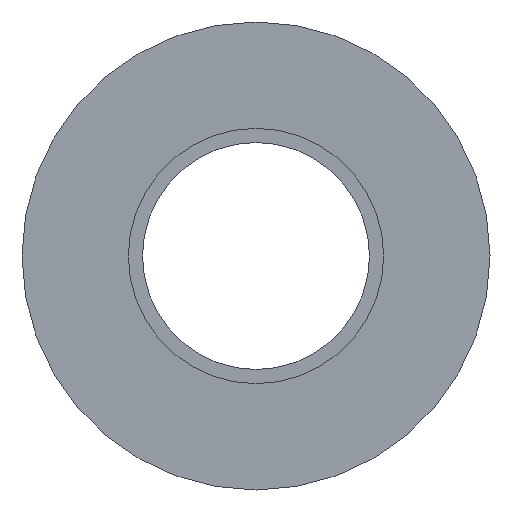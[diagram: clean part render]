
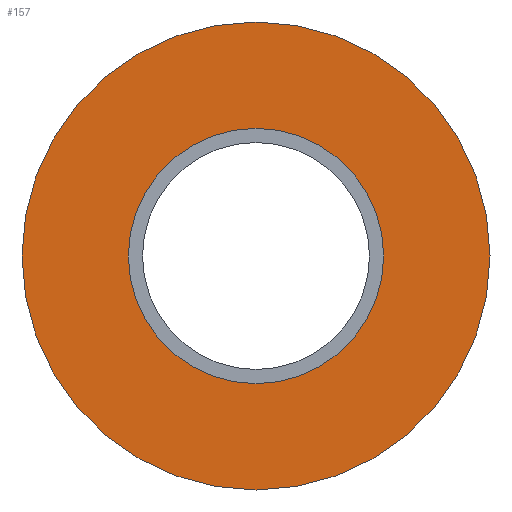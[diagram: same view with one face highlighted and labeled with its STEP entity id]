
A CAD part, front view. The second image highlights one B-rep face of the part: STEP entity #157.
In plain terms, the highlighted planar face has unit normal (0, -1, 0).
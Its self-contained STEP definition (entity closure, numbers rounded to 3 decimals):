
#28 = CARTESIAN_POINT ( 'NONE',  ( 0., 0., 0. ) ) ;
#29 = DIRECTION ( 'NONE',  ( 0., -1., 0. ) ) ;
#57 = AXIS2_PLACEMENT_3D ( 'NONE', #477, #474, #121 ) ;
#65 = CARTESIAN_POINT ( 'NONE',  ( 0., 0., 8.25 ) ) ;
#69 = EDGE_CURVE ( 'NONE', #257, #447, #487, .T. ) ;
#72 = CARTESIAN_POINT ( 'NONE',  ( 0., 0., 0. ) ) ;
#78 = VERTEX_POINT ( 'NONE', #181 ) ;
#90 = ORIENTED_EDGE ( 'NONE', *, *, #69, .F. ) ;
#99 = AXIS2_PLACEMENT_3D ( 'NONE', #72, #232, #508 ) ;
#105 = CIRCLE ( 'NONE', #57, 8.25 ) ;
#121 = DIRECTION ( 'NONE',  ( 0., 0., 1. ) ) ;
#128 = CARTESIAN_POINT ( 'NONE',  ( 0., 0., 0. ) ) ;
#147 = DIRECTION ( 'NONE',  ( 0., 1., 0. ) ) ;
#157 = ADVANCED_FACE ( 'NONE', ( #183, #345 ), #186, .F. ) ;
#181 = CARTESIAN_POINT ( 'NONE',  ( 0., 0., -8.25 ) ) ;
#183 = FACE_BOUND ( 'NONE', #449, .T. ) ;
#186 = PLANE ( 'NONE',  #396 ) ;
#188 = CARTESIAN_POINT ( 'NONE',  ( 0., 0., -4.5 ) ) ;
#222 = ORIENTED_EDGE ( 'NONE', *, *, #303, .F. ) ;
#232 = DIRECTION ( 'NONE',  ( 0., -1., 0. ) ) ;
#245 = ORIENTED_EDGE ( 'NONE', *, *, #401, .F. ) ;
#251 = VERTEX_POINT ( 'NONE', #65 ) ;
#257 = VERTEX_POINT ( 'NONE', #188 ) ;
#268 = CARTESIAN_POINT ( 'NONE',  ( 0., 0., 0. ) ) ;
#303 = EDGE_CURVE ( 'NONE', #447, #257, #322, .T. ) ;
#314 = ORIENTED_EDGE ( 'NONE', *, *, #344, .F. ) ;
#322 = CIRCLE ( 'NONE', #99, 4.5 ) ;
#330 = AXIS2_PLACEMENT_3D ( 'NONE', #28, #29, #496 ) ;
#344 = EDGE_CURVE ( 'NONE', #251, #78, #105, .T. ) ;
#345 = FACE_OUTER_BOUND ( 'NONE', #382, .T. ) ;
#356 = DIRECTION ( 'NONE',  ( 0., 0., 1. ) ) ;
#365 = CARTESIAN_POINT ( 'NONE',  ( 0., 0., 4.5 ) ) ;
#382 = EDGE_LOOP ( 'NONE', ( #245, #314 ) ) ;
#387 = AXIS2_PLACEMENT_3D ( 'NONE', #128, #471, #356 ) ;
#396 = AXIS2_PLACEMENT_3D ( 'NONE', #268, #147, #498 ) ;
#401 = EDGE_CURVE ( 'NONE', #78, #251, #426, .T. ) ;
#426 = CIRCLE ( 'NONE', #387, 8.25 ) ;
#447 = VERTEX_POINT ( 'NONE', #365 ) ;
#449 = EDGE_LOOP ( 'NONE', ( #90, #222 ) ) ;
#471 = DIRECTION ( 'NONE',  ( 0., 1., 0. ) ) ;
#474 = DIRECTION ( 'NONE',  ( 0., 1., 0. ) ) ;
#477 = CARTESIAN_POINT ( 'NONE',  ( 0., 0., 0. ) ) ;
#487 = CIRCLE ( 'NONE', #330, 4.5 ) ;
#496 = DIRECTION ( 'NONE',  ( 0., 0., -1. ) ) ;
#498 = DIRECTION ( 'NONE',  ( 0., 0., 1. ) ) ;
#508 = DIRECTION ( 'NONE',  ( 0., 0., -1. ) ) ;
